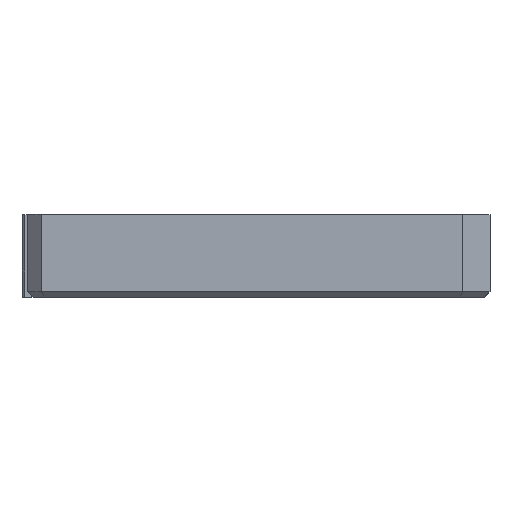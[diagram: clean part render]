
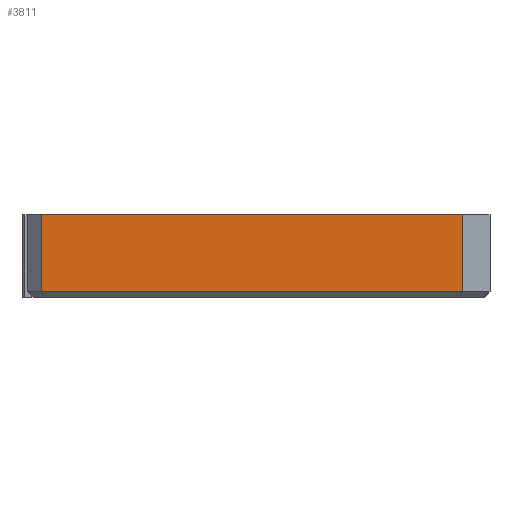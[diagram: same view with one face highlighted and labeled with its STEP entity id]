
A CAD part, top view. The second image highlights one B-rep face of the part: STEP entity #3811.
In plain terms, the highlighted planar face has unit normal (0, 0, 1).
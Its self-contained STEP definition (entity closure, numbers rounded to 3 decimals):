
#440=FACE_OUTER_BOUND('',#684,.T.);
#684=EDGE_LOOP('',(#3394,#3395,#3396,#3397));
#1079=LINE('',#6519,#1495);
#1093=LINE('',#6546,#1509);
#1100=LINE('',#6559,#1516);
#1101=LINE('',#6561,#1517);
#1495=VECTOR('',#5152,10.);
#1509=VECTOR('',#5180,10.);
#1516=VECTOR('',#5193,10.);
#1517=VECTOR('',#5196,10.);
#1843=VERTEX_POINT('',#6514);
#1844=VERTEX_POINT('',#6518);
#1850=VERTEX_POINT('',#6545);
#1853=VERTEX_POINT('',#6557);
#2363=EDGE_CURVE('',#1844,#1843,#1079,.T.);
#2377=EDGE_CURVE('',#1843,#1850,#1093,.T.);
#2384=EDGE_CURVE('',#1844,#1853,#1100,.T.);
#2385=EDGE_CURVE('',#1850,#1853,#1101,.T.);
#3394=ORIENTED_EDGE('',*,*,#2363,.F.);
#3395=ORIENTED_EDGE('',*,*,#2384,.T.);
#3396=ORIENTED_EDGE('',*,*,#2385,.F.);
#3397=ORIENTED_EDGE('',*,*,#2377,.F.);
#3596=PLANE('',#4143);
#3811=ADVANCED_FACE('',(#440),#3596,.T.);
#4143=AXIS2_PLACEMENT_3D('',#6560,#5194,#5195);
#5152=DIRECTION('',(-1.,0.,0.));
#5180=DIRECTION('',(0.,1.,0.));
#5193=DIRECTION('',(0.,1.,0.));
#5194=DIRECTION('center_axis',(0.,0.,1.));
#5195=DIRECTION('ref_axis',(1.,0.,0.));
#5196=DIRECTION('',(1.,0.,0.));
#6514=CARTESIAN_POINT('',(-42.,2.,47.));
#6518=CARTESIAN_POINT('',(111.,2.,47.));
#6519=CARTESIAN_POINT('',(-2.5,2.,47.));
#6545=CARTESIAN_POINT('',(-42.,30.,47.));
#6546=CARTESIAN_POINT('',(-42.,0.,47.));
#6557=CARTESIAN_POINT('',(111.,30.,47.));
#6559=CARTESIAN_POINT('',(111.,0.,47.));
#6560=CARTESIAN_POINT('Origin',(-42.,0.,47.));
#6561=CARTESIAN_POINT('',(-42.,30.,47.));
